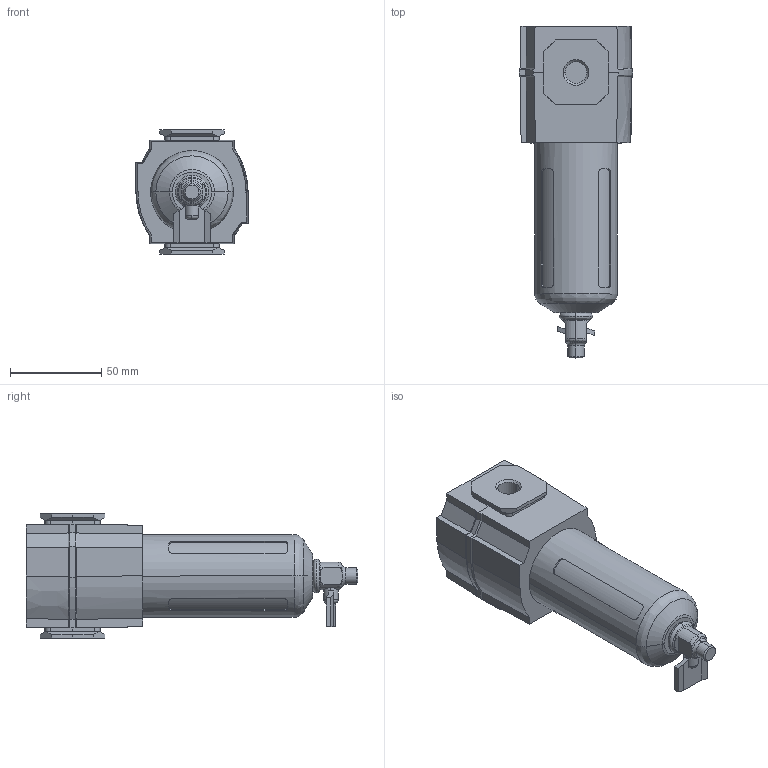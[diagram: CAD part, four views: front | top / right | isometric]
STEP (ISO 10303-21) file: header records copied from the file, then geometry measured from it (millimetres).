
FILE_DESCRIPTION (( 'STEP AP214' ), '1' );
FILE_NAME ('Norgren-F73G-2AN-QP3.step', '2019-03-03T01:32:56', ( '' ), ( '' ), 'SwSTEP 2.0', 'SolidWorks 2019', '' );
FILE_SCHEMA (( 'AUTOMOTIVE_DESIGN' ));
Length unit declared in the file: millimetre
Products named in the file (6): Norgren-F73G-2AN-QP3_F73GC_ss_03; Norgren-F73G-2AN-QP3_F73GC_ss_44; Norgren-F73G-2AN-QP3_F73GC_73g-2_N; Norgren-F73G-2AN-QP3_F73GC_ss_25_Q; Norgren-F73G-2AN-QP3; Norgren-F73G-2AN-QP3_F73GC_73p_Q
Assembly tree (5 placements, depth 3):
  Norgren-F73G-2AN-QP3
    Norgren-F73G-2AN-QP3_F73GC_73p_Q
      Norgren-F73G-2AN-QP3_F73GC_ss_25_Q
      Norgren-F73G-2AN-QP3_F73GC_ss_03
    Norgren-F73G-2AN-QP3_F73GC_73g-2_N
      Norgren-F73G-2AN-QP3_F73GC_ss_44
Bounding box: 62.31 x 181.5 x 68 mm (x, y, z)
Volume: 230826.7 mm3; surface area: 52979.1 mm2
Topology: 3 solids, 3 shells, 256 faces, 635 edges, 393 vertices
Faces by surface type: plane 162, cylinder 47, bspline 35, torus 10, cone 2
Entity records: 11329 total; most frequent: CARTESIAN_POINT 2987, ORIENTED_EDGE 1270, DIRECTION 1135, EDGE_CURVE 635, VECTOR 431, LINE 431, VERTEX_POINT 393, AXIS2_PLACEMENT_3D 352
